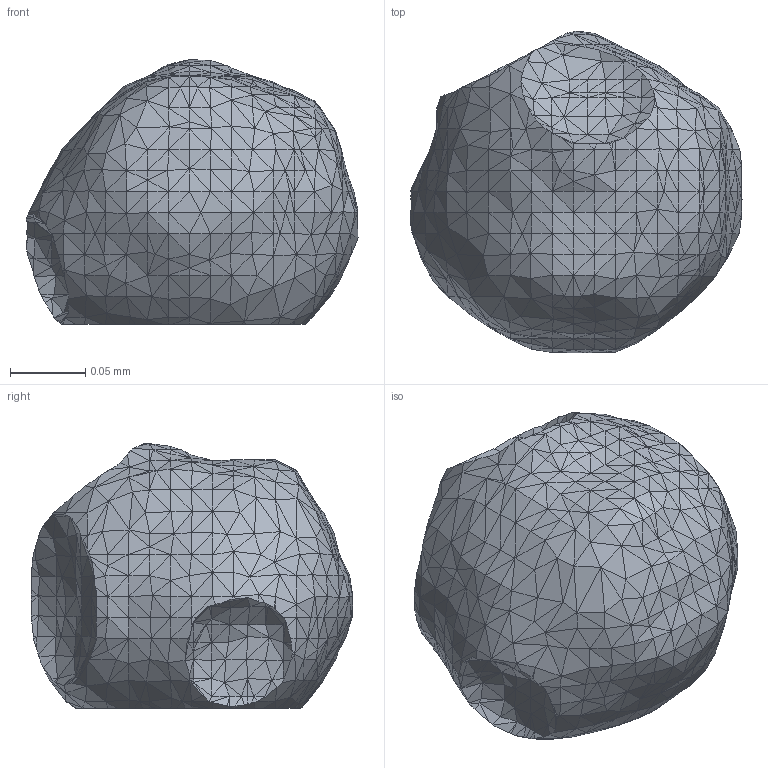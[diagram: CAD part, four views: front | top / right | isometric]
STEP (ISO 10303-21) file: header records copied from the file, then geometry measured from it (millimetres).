
FILE_DESCRIPTION(('FreeCAD Model'),'2;1');
FILE_NAME('Particle1.step','2020-11-10T02:01:31',( 'FreeCAD'),('FreeCAD'),'Open CASCADE STEP processor 7.4','FreeCAD', 'Unknown');
FILE_SCHEMA(('AUTOMOTIVE_DESIGN { 1 0 10303 214 1 1 1 1 }'));
Products named in the file (1): Open CASCADE STEP translator 7.4 4
Bounding box: 0.22 x 0.21 x 0.18 mm (x, y, z)
Volume: 0 mm3; surface area: 0.1 mm2
Topology: 1 solids, 1 shells, 1360 faces, 2287 edges, 929 vertices
Faces by surface type: plane 1360
Entity records: 55882 total; most frequent: CARTESIAN_POINT 11765, DIRECTION 6969, ORIENTED_EDGE 4574, PCURVE 4574, DEFINITIONAL_REPRESENTATION 4574, LINE 4247, VECTOR 4247, B_SPLINE_CURVE_WITH_KNOTS 2614
